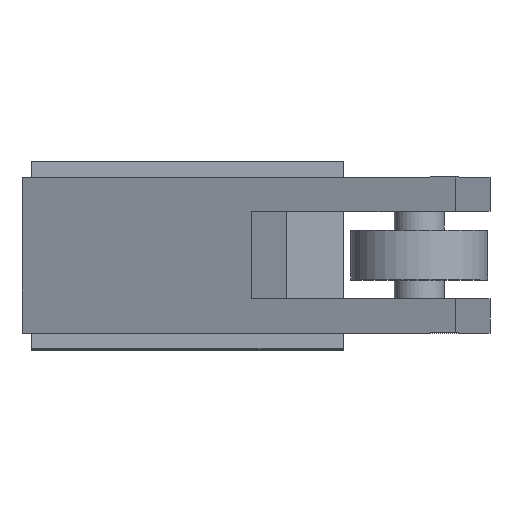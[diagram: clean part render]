
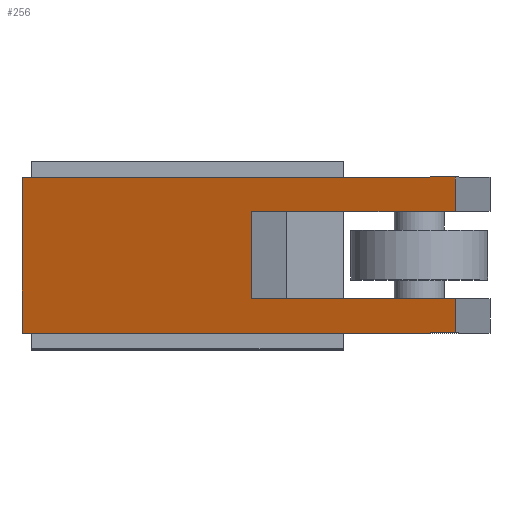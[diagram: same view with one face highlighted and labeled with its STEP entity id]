
A CAD part, top view. The second image highlights one B-rep face of the part: STEP entity #256.
In plain terms, the highlighted planar face has unit normal (-0.358, 0, 0.934).
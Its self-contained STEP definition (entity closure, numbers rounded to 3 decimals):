
#105=CARTESIAN_POINT('',(42.955,7.,91.26));
#106=VERTEX_POINT('',#105);
#115=CARTESIAN_POINT('',(10.28,7.,78.717));
#116=VERTEX_POINT('',#115);
#117=CARTESIAN_POINT('',(10.28,7.,78.717));
#118=DIRECTION('',(0.934,0.0,0.358));
#119=VECTOR('',#118,35.);
#120=LINE('',#117,#119);
#121=EDGE_CURVE('',#116,#106,#120,.T.);
#157=CARTESIAN_POINT('',(10.28,-7.,78.717));
#158=VERTEX_POINT('',#157);
#159=CARTESIAN_POINT('',(10.28,-7.,78.717));
#160=DIRECTION('',(0.0,1.0,0.0));
#161=VECTOR('',#160,14.);
#162=LINE('',#159,#161);
#163=EDGE_CURVE('',#158,#116,#162,.T.);
#181=CARTESIAN_POINT('',(42.955,-7.,91.26));
#182=VERTEX_POINT('',#181);
#196=CARTESIAN_POINT('',(42.955,-7.,91.26));
#197=DIRECTION('',(-0.934,0.,-0.358));
#198=VECTOR('',#197,35.);
#199=LINE('',#196,#198);
#200=EDGE_CURVE('',#182,#158,#199,.T.);
#208=CARTESIAN_POINT('',(42.955,0.0,91.26));
#209=DIRECTION('',(-0.358,0.0,0.934));
#210=DIRECTION('',(0.934,0.0,0.358));
#211=AXIS2_PLACEMENT_3D('',#208,#209,#210);
#212=PLANE('',#211);
#213=ORIENTED_EDGE('',*,*,#200,.T.);
#214=ORIENTED_EDGE('',*,*,#163,.T.);
#215=ORIENTED_EDGE('',*,*,#121,.T.);
#216=CARTESIAN_POINT('',(42.955,12.5,91.26));
#217=VERTEX_POINT('',#216);
#218=CARTESIAN_POINT('',(42.955,12.5,91.26));
#219=DIRECTION('',(0.0,-1.0,0.0));
#220=VECTOR('',#219,5.5);
#221=LINE('',#218,#220);
#222=EDGE_CURVE('',#217,#106,#221,.T.);
#223=ORIENTED_EDGE('',*,*,#222,.F.);
#224=CARTESIAN_POINT('',(-26.49,12.5,64.603));
#225=VERTEX_POINT('',#224);
#226=CARTESIAN_POINT('',(42.955,12.5,91.26));
#227=DIRECTION('',(-0.934,0.0,-0.358));
#228=VECTOR('',#227,74.386);
#229=LINE('',#226,#228);
#230=EDGE_CURVE('',#217,#225,#229,.T.);
#231=ORIENTED_EDGE('',*,*,#230,.T.);
#232=CARTESIAN_POINT('',(-26.49,-12.5,64.603));
#233=VERTEX_POINT('',#232);
#234=CARTESIAN_POINT('',(-26.49,12.5,64.603));
#235=DIRECTION('',(0.0,-1.0,0.0));
#236=VECTOR('',#235,25.0);
#237=LINE('',#234,#236);
#238=EDGE_CURVE('',#225,#233,#237,.T.);
#239=ORIENTED_EDGE('',*,*,#238,.T.);
#240=CARTESIAN_POINT('',(42.955,-12.5,91.26));
#241=VERTEX_POINT('',#240);
#242=CARTESIAN_POINT('',(-26.49,-12.5,64.603));
#243=DIRECTION('',(0.934,0.0,0.358));
#244=VECTOR('',#243,74.386);
#245=LINE('',#242,#244);
#246=EDGE_CURVE('',#233,#241,#245,.T.);
#247=ORIENTED_EDGE('',*,*,#246,.T.);
#248=CARTESIAN_POINT('',(42.955,-7.,91.26));
#249=DIRECTION('',(0.0,-1.0,0.0));
#250=VECTOR('',#249,5.5);
#251=LINE('',#248,#250);
#252=EDGE_CURVE('',#182,#241,#251,.T.);
#253=ORIENTED_EDGE('',*,*,#252,.F.);
#254=EDGE_LOOP('',(#213,#214,#215,#223,#231,#239,#247,#253));
#255=FACE_OUTER_BOUND('',#254,.T.);
#256=ADVANCED_FACE('',(#255),#212,.T.);
